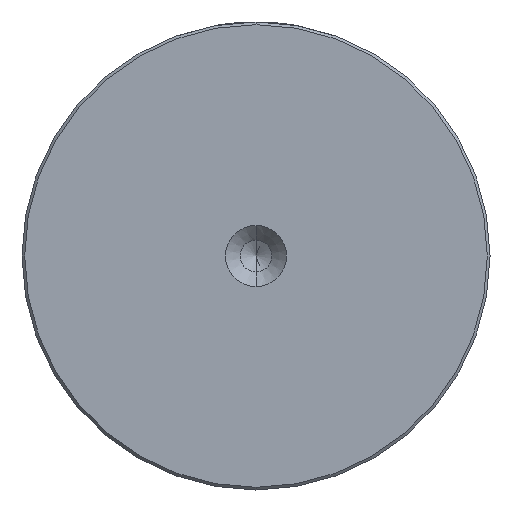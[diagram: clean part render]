
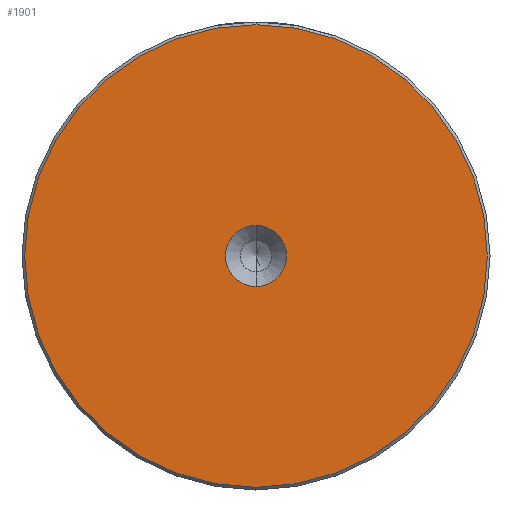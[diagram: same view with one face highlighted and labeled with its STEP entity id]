
A CAD part, left-side view. The second image highlights one B-rep face of the part: STEP entity #1901.
In plain terms, the highlighted planar face has unit normal (-1, 0, 0).
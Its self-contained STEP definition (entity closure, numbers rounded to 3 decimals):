
#3 = CIRCLE ( 'NONE', #1869, 42.5 ) ;
#10 = FACE_OUTER_BOUND ( 'NONE', #12, .T. ) ;
#12 = EDGE_LOOP ( 'NONE', ( #2535, #887 ) ) ;
#44 = ORIENTED_EDGE ( 'NONE', *, *, #2251, .F. ) ;
#87 = EDGE_CURVE ( 'NONE', #2006, #1061, #1644, .T. ) ;
#184 = CIRCLE ( 'NONE', #989, 5.6 ) ;
#264 = PLANE ( 'NONE',  #1821 ) ;
#274 = DIRECTION ( 'NONE',  ( -1., 0., 0. ) ) ;
#295 = CARTESIAN_POINT ( 'NONE',  ( 0., 0., -42.5 ) ) ;
#487 = CARTESIAN_POINT ( 'NONE',  ( 0., 0., 42.5 ) ) ;
#496 = DIRECTION ( 'NONE',  ( -1., 0., 0. ) ) ;
#540 = EDGE_CURVE ( 'NONE', #2241, #1616, #959, .T. ) ;
#580 = DIRECTION ( 'NONE',  ( -1., 0., 0. ) ) ;
#680 = CARTESIAN_POINT ( 'NONE',  ( 0., 0., 5.6 ) ) ;
#887 = ORIENTED_EDGE ( 'NONE', *, *, #540, .T. ) ;
#959 = CIRCLE ( 'NONE', #1891, 42.5 ) ;
#966 = EDGE_LOOP ( 'NONE', ( #2348, #44 ) ) ;
#989 = AXIS2_PLACEMENT_3D ( 'NONE', #1688, #496, #1889 ) ;
#1061 = VERTEX_POINT ( 'NONE', #2298 ) ;
#1078 = FACE_BOUND ( 'NONE', #966, .T. ) ;
#1219 = DIRECTION ( 'NONE',  ( 0., 0., 1. ) ) ;
#1230 = DIRECTION ( 'NONE',  ( -1., 0., 0. ) ) ;
#1245 = CARTESIAN_POINT ( 'NONE',  ( 0., 0., 0. ) ) ;
#1364 = EDGE_CURVE ( 'NONE', #1616, #2241, #3, .T. ) ;
#1616 = VERTEX_POINT ( 'NONE', #295 ) ;
#1644 = CIRCLE ( 'NONE', #1918, 5.6 ) ;
#1660 = DIRECTION ( 'NONE',  ( 0., 0., 1. ) ) ;
#1688 = CARTESIAN_POINT ( 'NONE',  ( 0., 0., 0. ) ) ;
#1762 = CARTESIAN_POINT ( 'NONE',  ( 0., 0., 0. ) ) ;
#1821 = AXIS2_PLACEMENT_3D ( 'NONE', #2423, #274, #1660 ) ;
#1869 = AXIS2_PLACEMENT_3D ( 'NONE', #1762, #580, #1959 ) ;
#1889 = DIRECTION ( 'NONE',  ( 0., 0., 1. ) ) ;
#1891 = AXIS2_PLACEMENT_3D ( 'NONE', #1245, #1230, #1219 ) ;
#1901 = ADVANCED_FACE ( 'NONE', ( #10, #1078 ), #264, .T. ) ;
#1918 = AXIS2_PLACEMENT_3D ( 'NONE', #2360, #2351, #2340 ) ;
#1959 = DIRECTION ( 'NONE',  ( 0., 0., 1. ) ) ;
#2006 = VERTEX_POINT ( 'NONE', #680 ) ;
#2241 = VERTEX_POINT ( 'NONE', #487 ) ;
#2251 = EDGE_CURVE ( 'NONE', #1061, #2006, #184, .T. ) ;
#2298 = CARTESIAN_POINT ( 'NONE',  ( 0., 0., -5.6 ) ) ;
#2340 = DIRECTION ( 'NONE',  ( 0., 0., 1. ) ) ;
#2348 = ORIENTED_EDGE ( 'NONE', *, *, #87, .F. ) ;
#2351 = DIRECTION ( 'NONE',  ( -1., 0., 0. ) ) ;
#2360 = CARTESIAN_POINT ( 'NONE',  ( 0., 0., 0. ) ) ;
#2423 = CARTESIAN_POINT ( 'NONE',  ( 0., 0., 0. ) ) ;
#2535 = ORIENTED_EDGE ( 'NONE', *, *, #1364, .T. ) ;
